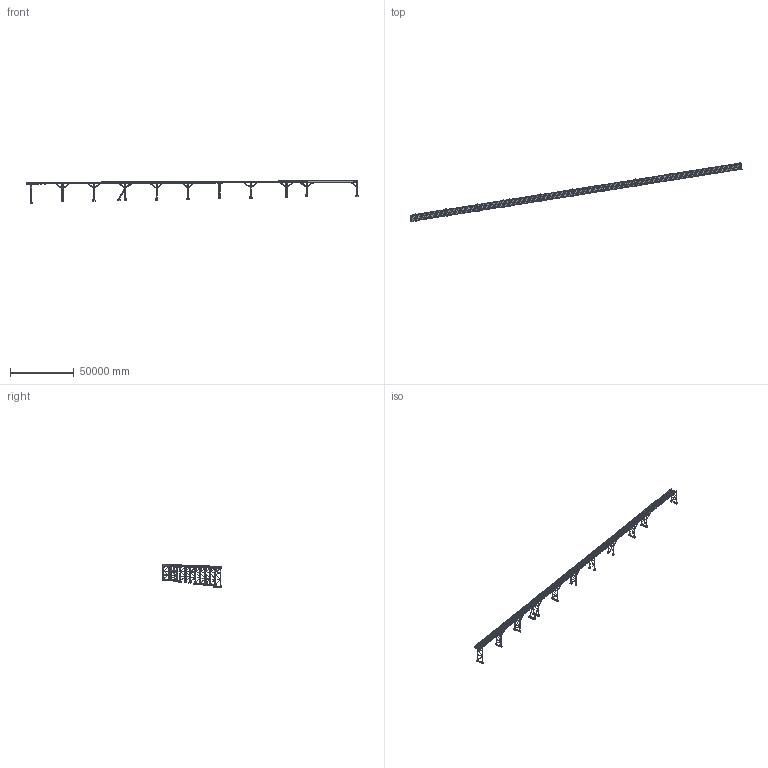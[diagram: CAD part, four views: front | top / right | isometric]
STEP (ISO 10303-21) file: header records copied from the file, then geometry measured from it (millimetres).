
FILE_DESCRIPTION ((), '1');
FILE_NAME ('passerelle CCC.stp', '2025-10-29T15:06:50', ('Unknown'), ('AVEVA Solutions Limited'), 'HarmonyWare STEP v2.1.6', 'HarmonyWare Translators', '');
FILE_SCHEMA (('CONFIG_CONTROL_DESIGN'));
Bounding box: 261123.89 x 46582.11 x 18191.2 mm (x, y, z)
Volume: 79035824912.4 mm3; surface area: 5736486053.8 mm2
Topology: 384 solids, 11216 shells, 13456 faces, 64395 edges, 62854 vertices
Faces by surface type: plane 10832, bspline 2624
Entity records: 210218 total; most frequent: CARTESIAN_POINT 95679, DIRECTION 21664, FACE_OUTER_BOUND 13456, ORIENTED_EDGE 11136, POLY_LOOP 10832, AXIS2_PLACEMENT_3D 10832, PLANE 10832, FACE_SURFACE 10832
